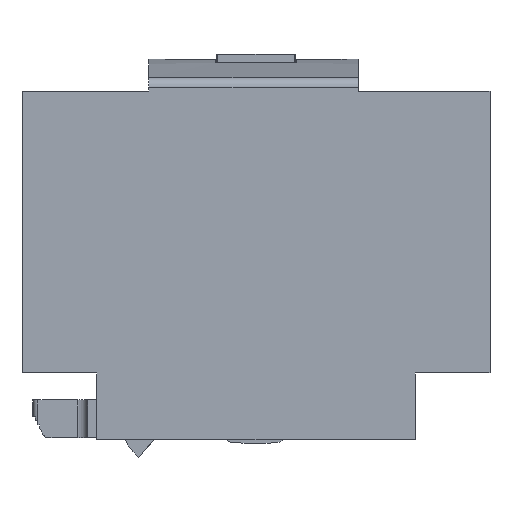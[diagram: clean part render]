
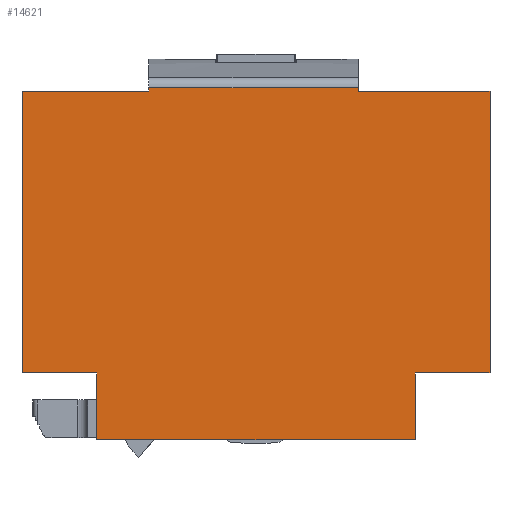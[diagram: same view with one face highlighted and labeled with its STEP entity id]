
A CAD part, left-side view. The second image highlights one B-rep face of the part: STEP entity #14621.
In plain terms, the highlighted planar face has unit normal (-1, 0, 0).
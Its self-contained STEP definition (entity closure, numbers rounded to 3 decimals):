
#2366=DIRECTION('',(0.,1.,0.));
#2367=VECTOR('',#2366,12.75);
#2368=CARTESIAN_POINT('',(0.,34.25,35.));
#2369=LINE('',#2368,#2367);
#2373=DIRECTION('',(0.,1.,0.));
#2374=VECTOR('',#2373,13.25);
#2375=CARTESIAN_POINT('',(0.,0.,35.));
#2376=LINE('',#2375,#2374);
#2380=DIRECTION('',(0.,0.,1.));
#2381=VECTOR('',#2380,28.3);
#2382=CARTESIAN_POINT('',(0.,0.,6.7));
#2383=LINE('',#2382,#2381);
#2387=DIRECTION('',(0.,-1.,0.));
#2388=VECTOR('',#2387,7.5);
#2389=CARTESIAN_POINT('',(0.,7.5,6.7));
#2390=LINE('',#2389,#2388);
#2394=DIRECTION('',(0.,0.,1.));
#2395=VECTOR('',#2394,6.7);
#2396=CARTESIAN_POINT('',(0.,7.5,0.));
#2397=LINE('',#2396,#2395);
#2401=DIRECTION('',(0.,-1.,0.));
#2402=VECTOR('',#2401,32.);
#2403=CARTESIAN_POINT('',(0.,39.5,0.));
#2404=LINE('',#2403,#2402);
#2408=DIRECTION('',(0.,0.,-1.));
#2409=VECTOR('',#2408,6.7);
#2410=CARTESIAN_POINT('',(0.,39.5,6.7));
#2411=LINE('',#2410,#2409);
#2415=DIRECTION('',(0.,-1.,0.));
#2416=VECTOR('',#2415,7.5);
#2417=CARTESIAN_POINT('',(0.,47.,6.7));
#2418=LINE('',#2417,#2416);
#2422=DIRECTION('',(0.,0.,-1.));
#2423=VECTOR('',#2422,28.3);
#2424=CARTESIAN_POINT('',(0.,47.,35.));
#2425=LINE('',#2424,#2423);
#2599=DIRECTION('',(0.,0.,1.));
#2600=VECTOR('',#2599,0.364);
#2601=CARTESIAN_POINT('',(0.,34.25,35.));
#2602=LINE('',#2601,#2600);
#6096=DIRECTION('',(0.,0.,1.));
#6097=VECTOR('',#6096,0.364);
#6098=CARTESIAN_POINT('',(0.,13.25,35.));
#6099=LINE('',#6098,#6097);
#6126=DIRECTION('',(0.,-1.,0.));
#6127=VECTOR('',#6126,21.);
#6128=CARTESIAN_POINT('',(0.,34.25,35.364));
#6129=LINE('',#6128,#6127);
#10979=CARTESIAN_POINT('',(0.,0.,6.7));
#10980=CARTESIAN_POINT('',(0.,0.,35.));
#10981=VERTEX_POINT('',#10979);
#10982=VERTEX_POINT('',#10980);
#10983=CARTESIAN_POINT('',(0.,47.,35.));
#10984=CARTESIAN_POINT('',(0.,47.,6.7));
#10985=VERTEX_POINT('',#10983);
#10986=VERTEX_POINT('',#10984);
#10987=CARTESIAN_POINT('',(0.,39.5,6.7));
#10988=VERTEX_POINT('',#10987);
#10989=CARTESIAN_POINT('',(0.,39.5,0.));
#10990=VERTEX_POINT('',#10989);
#10991=CARTESIAN_POINT('',(0.,7.5,0.));
#10992=VERTEX_POINT('',#10991);
#10993=CARTESIAN_POINT('',(0.,7.5,6.7));
#10994=VERTEX_POINT('',#10993);
#12147=CARTESIAN_POINT('',(0.,34.25,35.364));
#12149=VERTEX_POINT('',#12147);
#12155=CARTESIAN_POINT('',(0.,13.25,35.364));
#12157=VERTEX_POINT('',#12155);
#12180=CARTESIAN_POINT('',(0.,34.25,35.));
#12182=VERTEX_POINT('',#12180);
#12184=CARTESIAN_POINT('',(0.,13.25,35.));
#12186=VERTEX_POINT('',#12184);
#14593=CARTESIAN_POINT('',(0.,0.,0.));
#14594=DIRECTION('',(-1.,0.,0.));
#14595=DIRECTION('',(0.,0.,1.));
#14596=AXIS2_PLACEMENT_3D('',#14593,#14594,#14595);
#14597=PLANE('',#14596);
#14599=ORIENTED_EDGE('',*,*,#14598,.F.);
#14601=ORIENTED_EDGE('',*,*,#14600,.T.);
#14603=ORIENTED_EDGE('',*,*,#14602,.T.);
#14605=ORIENTED_EDGE('',*,*,#14604,.F.);
#14607=ORIENTED_EDGE('',*,*,#14606,.F.);
#14609=ORIENTED_EDGE('',*,*,#14608,.F.);
#14611=ORIENTED_EDGE('',*,*,#14610,.F.);
#14612=ORIENTED_EDGE('',*,*,#14215,.F.);
#14613=ORIENTED_EDGE('',*,*,#13109,.F.);
#14614=ORIENTED_EDGE('',*,*,#13797,.F.);
#14616=ORIENTED_EDGE('',*,*,#14615,.F.);
#14618=ORIENTED_EDGE('',*,*,#14617,.F.);
#14619=EDGE_LOOP('',(#14599,#14601,#14603,#14605,#14607,#14609,#14611,#14612,
#14613,#14614,#14616,#14618));
#14620=FACE_OUTER_BOUND('',#14619,.F.);
#13109=EDGE_CURVE('',#10990,#10992,#2404,.T.);
#13797=EDGE_CURVE('',#10988,#10990,#2411,.T.);
#14215=EDGE_CURVE('',#10992,#10994,#2397,.T.);
#14598=EDGE_CURVE('',#12182,#10985,#2369,.T.);
#14600=EDGE_CURVE('',#12182,#12149,#2602,.T.);
#14602=EDGE_CURVE('',#12149,#12157,#6129,.T.);
#14604=EDGE_CURVE('',#12186,#12157,#6099,.T.);
#14606=EDGE_CURVE('',#10982,#12186,#2376,.T.);
#14608=EDGE_CURVE('',#10981,#10982,#2383,.T.);
#14610=EDGE_CURVE('',#10994,#10981,#2390,.T.);
#14615=EDGE_CURVE('',#10986,#10988,#2418,.T.);
#14617=EDGE_CURVE('',#10985,#10986,#2425,.T.);
#14621=ADVANCED_FACE('',(#14620),#14597,.T.);
